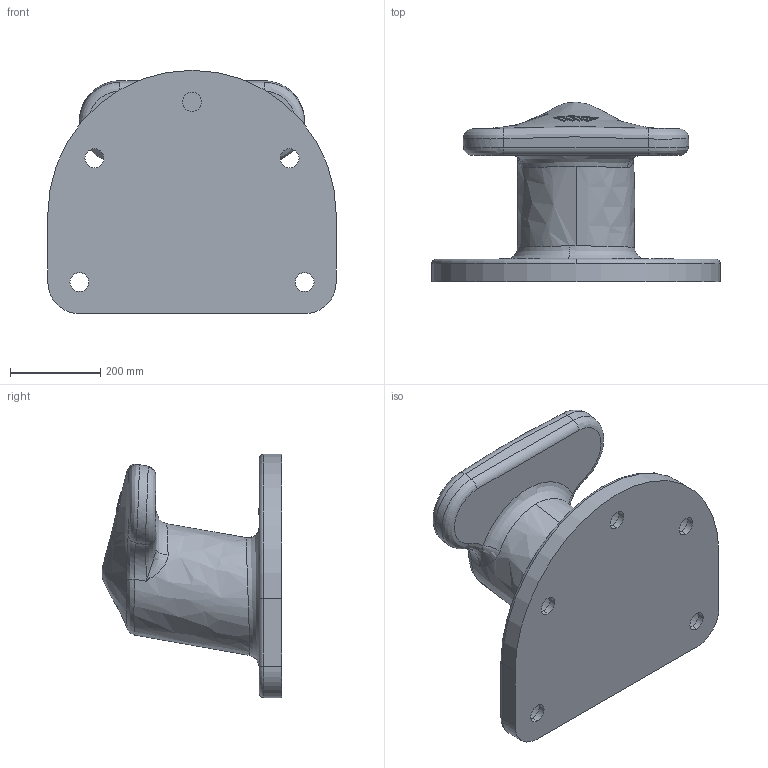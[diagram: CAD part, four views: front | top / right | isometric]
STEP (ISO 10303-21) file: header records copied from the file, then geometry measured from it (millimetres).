
FILE_DESCRIPTION (( 'STEP AP203' ), '1' );
FILE_NAME ('TMS-SGI-TB50_Bollard.STEP', '2019-03-27T09:40:37', ( '' ), ( '' ), 'SwSTEP 2.0', 'SolidWorks 2016', '' );
FILE_SCHEMA (( 'CONFIG_CONTROL_DESIGN' ));
Length unit declared in the file: millimetre
Products named in the file (1): TMS-SGI-TB50_Bollard
Bounding box: 640 x 398.82 x 540 mm (x, y, z)
Volume: 35592738.8 mm3; surface area: 1150098.4 mm2
Topology: 19 solids, 19 shells, 335 faces, 843 edges, 554 vertices
Faces by surface type: plane 232, bspline 72, cylinder 27, torus 4
Entity records: 26621 total; most frequent: CARTESIAN_POINT 19047, ORIENTED_EDGE 1682, DIRECTION 1250, EDGE_CURVE 841, LINE 578, VECTOR 578, VERTEX_POINT 554, EDGE_LOOP 363
